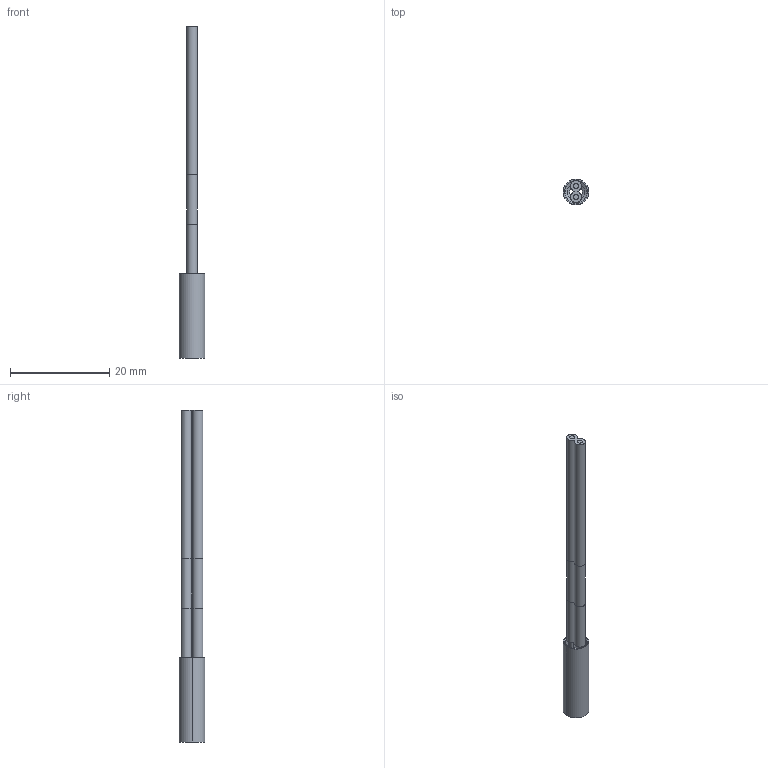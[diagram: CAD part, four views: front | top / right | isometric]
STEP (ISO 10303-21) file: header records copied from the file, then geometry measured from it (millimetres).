
FILE_DESCRIPTION((''),'2;1');
FILE_NAME('188692_ASM','2016-01-12T',('pdmadmin'),(''),'PRO/ENGINEER BY PARAMETRIC TECHNOLOGY CORPORATION, 2013230','PRO/ENGINEER BY PARAMETRIC TECHNOLOGY CORPORATION, 2013230','');
FILE_SCHEMA(('CONFIG_CONTROL_DESIGN'));
Length unit declared in the file: inch
Products named in the file (7): 13534; 10147; FIBER_CORE_1MM; 10147_BARE_CORE67; 10147_ASM; 26035_ASM; 188692_ASM
Assembly tree (8 placements, depth 4):
  188692_ASM
    26035_ASM
      13534
      10147_ASM
        10147
        FIBER_CORE_1MM  x2
        10147_BARE_CORE67  x2
Bounding box: 5.16 x 5.16 x 67.02 mm (x, y, z)
Volume: 599.4 mm3; surface area: 1862.2 mm2
Topology: 6 solids, 6 shells, 66 faces, 128 edges, 74 vertices
Faces by surface type: cylinder 36, plane 12, torus 8, cone 6, bspline 4
Entity records: 1656 total; most frequent: CARTESIAN_POINT 378, DIRECTION 294, ORIENTED_EDGE 200, AXIS2_PLACEMENT_3D 130, EDGE_CURVE 100, CIRCLE 62, VERTEX_POINT 58, EDGE_LOOP 56
